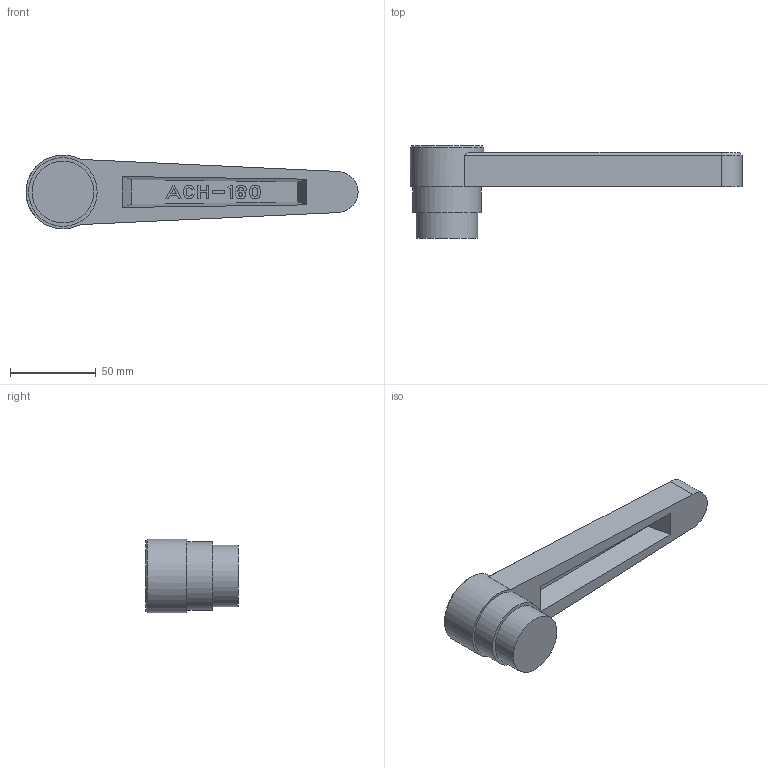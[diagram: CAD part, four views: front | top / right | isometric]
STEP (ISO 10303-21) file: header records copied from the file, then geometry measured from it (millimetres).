
FILE_DESCRIPTION(/* description */ (''),/* implementation_level */ '2;1');
FILE_NAME(/* name */ 'ACH_160_N',/* time_stamp */ '2012-11-23T14:35:19+08:00',/* author */ (''),/* organization */ (''),/* preprocessor_version */ 'ST-DEVELOPER v9',/* originating_system */ 'UGS - NX 4.0',/* authorisation */ '');
FILE_SCHEMA (('AUTOMOTIVE_DESIGN { 1 0 10303 214 1 1 1 1 }'));
Length unit declared in the file: millimetre
Products named in the file (1): Admi14BAxgwt
Bounding box: 193.5 x 54 x 43 mm (x, y, z)
Volume: 139157.5 mm3; surface area: 27246 mm2
Topology: 1 solids, 1 shells, 88 faces, 216 edges, 143 vertices
Faces by surface type: plane 67, cylinder 19, cone 2
Full cylindrical faces by diameter (mm): 2.236 x1, 36 x1, 40 x1, 43 x1
Entity records: 2571 total; most frequent: CARTESIAN_POINT 447, DIRECTION 429, ORIENTED_EDGE 420, EDGE_CURVE 210, LINE 165, VECTOR 165, VERTEX_POINT 142, AXIS2_PLACEMENT_3D 132
